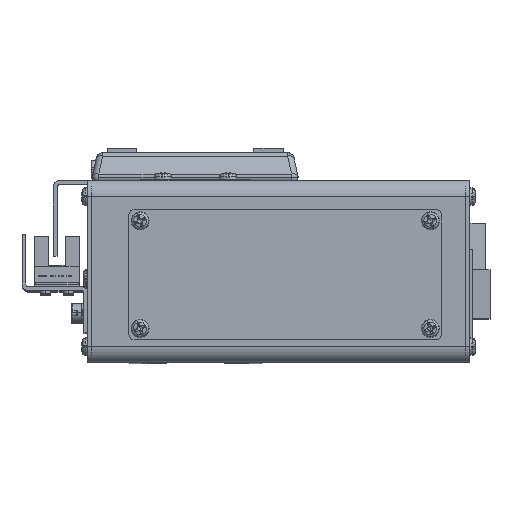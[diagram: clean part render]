
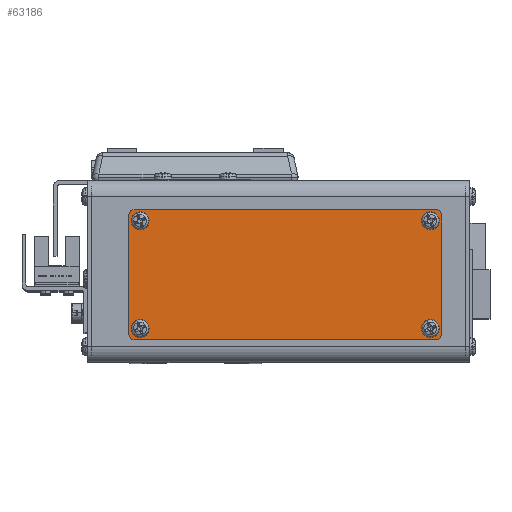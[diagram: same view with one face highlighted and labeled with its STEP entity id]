
A CAD part, top view. The second image highlights one B-rep face of the part: STEP entity #63186.
In plain terms, the highlighted face is planar.
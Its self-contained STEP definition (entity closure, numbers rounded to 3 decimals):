
#1131 = CARTESIAN_POINT ( 'NONE',  ( 138.606, 199.269, 0. ) ) ;
#1360 = DIRECTION ( 'NONE',  ( 0., 0., 1. ) ) ;
#1362 = ORIENTED_EDGE ( 'NONE', *, *, #47329, .T. ) ;
#1601 = EDGE_CURVE ( 'NONE', #44906, #61192, #59033, .T. ) ;
#2497 = DIRECTION ( 'NONE',  ( 0., 0., 1. ) ) ;
#3495 = DIRECTION ( 'NONE',  ( 1., 0., 0. ) ) ;
#3777 = DIRECTION ( 'NONE',  ( 0., -1., 0. ) ) ;
#3967 = ORIENTED_EDGE ( 'NONE', *, *, #31768, .F. ) ;
#4726 = CIRCLE ( 'NONE', #47022, 1.7 ) ;
#5364 = ORIENTED_EDGE ( 'NONE', *, *, #42072, .F. ) ;
#5845 = DIRECTION ( 'NONE',  ( 1., 0., 0. ) ) ;
#6063 = LINE ( 'NONE', #21272, #35205 ) ;
#7997 = AXIS2_PLACEMENT_3D ( 'NONE', #54667, #19647, #60515 ) ;
#8609 = ORIENTED_EDGE ( 'NONE', *, *, #21479, .F. ) ;
#8703 = EDGE_CURVE ( 'NONE', #63612, #18356, #22412, .T. ) ;
#9033 = CIRCLE ( 'NONE', #16562, 2. ) ;
#9265 = VERTEX_POINT ( 'NONE', #27107 ) ;
#9761 = DIRECTION ( 'NONE',  ( -1., 0., 0. ) ) ;
#10078 = ORIENTED_EDGE ( 'NONE', *, *, #61106, .F. ) ;
#10696 = CIRCLE ( 'NONE', #37699, 2. ) ;
#11786 = EDGE_CURVE ( 'NONE', #61192, #35380, #11880, .T. ) ;
#11796 = ORIENTED_EDGE ( 'NONE', *, *, #50777, .F. ) ;
#11880 = CIRCLE ( 'NONE', #61369, 2. ) ;
#12006 = CARTESIAN_POINT ( 'NONE',  ( 135.206, 232.269, 0. ) ) ;
#12532 = ORIENTED_EDGE ( 'NONE', *, *, #73311, .T. ) ;
#12907 = CARTESIAN_POINT ( 'NONE',  ( 46.406, 195.769, 0. ) ) ;
#12912 = VECTOR ( 'NONE', #57006, 1000. ) ;
#14157 = CARTESIAN_POINT ( 'NONE',  ( 47.906, 232.269, 0. ) ) ;
#14294 = VERTEX_POINT ( 'NONE', #19240 ) ;
#14507 = CARTESIAN_POINT ( 'NONE',  ( 136.906, 232.269, 0. ) ) ;
#14911 = CIRCLE ( 'NONE', #56258, 1.7 ) ;
#15053 = VECTOR ( 'NONE', #61151, 1000. ) ;
#16326 = CARTESIAN_POINT ( 'NONE',  ( 46.406, 233.769, 0. ) ) ;
#16562 = AXIS2_PLACEMENT_3D ( 'NONE', #24246, #65141, #30095 ) ;
#16823 = ORIENTED_EDGE ( 'NONE', *, *, #62657, .T. ) ;
#17530 = FACE_BOUND ( 'NONE', #26581, .T. ) ;
#18356 = VERTEX_POINT ( 'NONE', #64020 ) ;
#18579 = VERTEX_POINT ( 'NONE', #67559 ) ;
#19144 = EDGE_CURVE ( 'NONE', #56134, #53767, #67934, .T. ) ;
#19240 = CARTESIAN_POINT ( 'NONE',  ( 46.206, 199.269, 0. ) ) ;
#19372 = FACE_BOUND ( 'NONE', #19718, .T. ) ;
#19491 = EDGE_CURVE ( 'NONE', #9265, #14294, #35925, .T. ) ;
#19647 = DIRECTION ( 'NONE',  ( 0., 0., 1. ) ) ;
#19718 = EDGE_LOOP ( 'NONE', ( #1362, #28939 ) ) ;
#19903 = CARTESIAN_POINT ( 'NONE',  ( 140.406, 197.769, 0. ) ) ;
#20010 = DIRECTION ( 'NONE',  ( 1., 0., 0. ) ) ;
#20090 = AXIS2_PLACEMENT_3D ( 'NONE', #14157, #55042, #20010 ) ;
#20378 = DIRECTION ( 'NONE',  ( 1., 0., 0. ) ) ;
#21272 = CARTESIAN_POINT ( 'NONE',  ( 44.406, 197.769, 0. ) ) ;
#21479 = EDGE_CURVE ( 'NONE', #32631, #44272, #50253, .T. ) ;
#21544 = EDGE_LOOP ( 'NONE', ( #72754, #16823 ) ) ;
#21691 = CARTESIAN_POINT ( 'NONE',  ( 138.406, 197.769, 0. ) ) ;
#22188 = DIRECTION ( 'NONE',  ( 1., 0., 0. ) ) ;
#22412 = CIRCLE ( 'NONE', #31389, 1.7 ) ;
#24246 = CARTESIAN_POINT ( 'NONE',  ( 46.406, 197.769, 0. ) ) ;
#25651 = AXIS2_PLACEMENT_3D ( 'NONE', #27748, #68648, #33641 ) ;
#26581 = EDGE_LOOP ( 'NONE', ( #74068, #12532 ) ) ;
#27051 = CARTESIAN_POINT ( 'NONE',  ( 46.406, 235.769, 0. ) ) ;
#27107 = CARTESIAN_POINT ( 'NONE',  ( 49.606, 199.269, 0. ) ) ;
#27344 = ORIENTED_EDGE ( 'NONE', *, *, #19144, .T. ) ;
#27566 = DIRECTION ( 'NONE',  ( 1., 0., 0. ) ) ;
#27748 = CARTESIAN_POINT ( 'NONE',  ( 136.906, 199.269, 0. ) ) ;
#28270 = CARTESIAN_POINT ( 'NONE',  ( 135.206, 199.269, 0. ) ) ;
#28864 = ORIENTED_EDGE ( 'NONE', *, *, #32225, .T. ) ;
#28939 = ORIENTED_EDGE ( 'NONE', *, *, #19491, .T. ) ;
#29544 = DIRECTION ( 'NONE',  ( 0., 0., 1. ) ) ;
#30095 = DIRECTION ( 'NONE',  ( 1., 0., 0. ) ) ;
#31389 = AXIS2_PLACEMENT_3D ( 'NONE', #68094, #33094, #73985 ) ;
#31768 = EDGE_CURVE ( 'NONE', #44272, #40006, #59485, .T. ) ;
#32225 = EDGE_CURVE ( 'NONE', #53767, #56134, #4726, .T. ) ;
#32631 = VERTEX_POINT ( 'NONE', #58134 ) ;
#33047 = FACE_BOUND ( 'NONE', #33741, .T. ) ;
#33094 = DIRECTION ( 'NONE',  ( 0., 0., 1. ) ) ;
#33450 = CARTESIAN_POINT ( 'NONE',  ( 140.406, 233.769, 0. ) ) ;
#33641 = DIRECTION ( 'NONE',  ( 1., 0., 0. ) ) ;
#33741 = EDGE_LOOP ( 'NONE', ( #28864, #27344 ) ) ;
#34865 = CARTESIAN_POINT ( 'NONE',  ( 140.406, 233.769, 0. ) ) ;
#35205 = VECTOR ( 'NONE', #3777, 1000. ) ;
#35380 = VERTEX_POINT ( 'NONE', #58709 ) ;
#35925 = CIRCLE ( 'NONE', #7997, 1.7 ) ;
#36217 = CARTESIAN_POINT ( 'NONE',  ( 138.406, 233.769, 0. ) ) ;
#37373 = PLANE ( 'NONE',  #73474 ) ;
#37699 = AXIS2_PLACEMENT_3D ( 'NONE', #36217, #1360, #42092 ) ;
#37907 = AXIS2_PLACEMENT_3D ( 'NONE', #75650, #40731, #5845 ) ;
#38390 = DIRECTION ( 'NONE',  ( 0., 0., 1. ) ) ;
#39720 = VERTEX_POINT ( 'NONE', #1131 ) ;
#40006 = VERTEX_POINT ( 'NONE', #34865 ) ;
#40731 = DIRECTION ( 'NONE',  ( 0., 0., 1. ) ) ;
#41057 = VERTEX_POINT ( 'NONE', #12907 ) ;
#41887 = CARTESIAN_POINT ( 'NONE',  ( 46.206, 232.269, 0. ) ) ;
#42072 = EDGE_CURVE ( 'NONE', #40006, #44906, #10696, .T. ) ;
#42092 = DIRECTION ( 'NONE',  ( 1., 0., 0. ) ) ;
#42985 = EDGE_CURVE ( 'NONE', #35380, #18579, #6063, .T. ) ;
#43255 = DIRECTION ( 'NONE',  ( 1., 0., 0. ) ) ;
#43513 = VECTOR ( 'NONE', #9761, 1000. ) ;
#44272 = VERTEX_POINT ( 'NONE', #19903 ) ;
#44326 = CARTESIAN_POINT ( 'NONE',  ( 138.406, 235.769, 0. ) ) ;
#44906 = VERTEX_POINT ( 'NONE', #44326 ) ;
#45007 = CIRCLE ( 'NONE', #20090, 1.7 ) ;
#47022 = AXIS2_PLACEMENT_3D ( 'NONE', #14507, #55375, #20378 ) ;
#47329 = EDGE_CURVE ( 'NONE', #14294, #9265, #57744, .T. ) ;
#50253 = CIRCLE ( 'NONE', #51537, 2. ) ;
#50777 = EDGE_CURVE ( 'NONE', #18579, #41057, #9033, .T. ) ;
#51537 = AXIS2_PLACEMENT_3D ( 'NONE', #21691, #62573, #27566 ) ;
#53767 = VERTEX_POINT ( 'NONE', #12006 ) ;
#54117 = FACE_OUTER_BOUND ( 'NONE', #56164, .T. ) ;
#54667 = CARTESIAN_POINT ( 'NONE',  ( 47.906, 199.269, 0. ) ) ;
#55042 = DIRECTION ( 'NONE',  ( 0., 0., 1. ) ) ;
#55375 = DIRECTION ( 'NONE',  ( 0., 0., 1. ) ) ;
#55611 = CIRCLE ( 'NONE', #25651, 1.7 ) ;
#56134 = VERTEX_POINT ( 'NONE', #65093 ) ;
#56164 = EDGE_LOOP ( 'NONE', ( #70093, #74404, #5364, #3967, #8609, #10078, #11796, #56425 ) ) ;
#56258 = AXIS2_PLACEMENT_3D ( 'NONE', #64581, #29544, #70447 ) ;
#56346 = EDGE_CURVE ( 'NONE', #64045, #39720, #55611, .T. ) ;
#56425 = ORIENTED_EDGE ( 'NONE', *, *, #42985, .F. ) ;
#57006 = DIRECTION ( 'NONE',  ( 0., 1., 0. ) ) ;
#57205 = DIRECTION ( 'NONE',  ( 0., 0., 1. ) ) ;
#57744 = CIRCLE ( 'NONE', #37907, 1.7 ) ;
#58134 = CARTESIAN_POINT ( 'NONE',  ( 138.406, 195.769, 0. ) ) ;
#58709 = CARTESIAN_POINT ( 'NONE',  ( 44.406, 233.769, 0. ) ) ;
#59033 = LINE ( 'NONE', #27051, #43513 ) ;
#59485 = LINE ( 'NONE', #33450, #12912 ) ;
#60515 = DIRECTION ( 'NONE',  ( 1., 0., 0. ) ) ;
#61106 = EDGE_CURVE ( 'NONE', #41057, #32631, #61636, .T. ) ;
#61151 = DIRECTION ( 'NONE',  ( 1., 0., 0. ) ) ;
#61192 = VERTEX_POINT ( 'NONE', #67516 ) ;
#61369 = AXIS2_PLACEMENT_3D ( 'NONE', #16326, #57205, #22188 ) ;
#61636 = LINE ( 'NONE', #67024, #15053 ) ;
#62573 = DIRECTION ( 'NONE',  ( 0., 0., 1. ) ) ;
#62657 = EDGE_CURVE ( 'NONE', #18356, #63612, #45007, .T. ) ;
#63186 = ADVANCED_FACE ( 'NONE', ( #33047, #64140, #54117, #19372, #17530 ), #37373, .F. ) ;
#63612 = VERTEX_POINT ( 'NONE', #41887 ) ;
#64020 = CARTESIAN_POINT ( 'NONE',  ( 49.606, 232.269, 0. ) ) ;
#64045 = VERTEX_POINT ( 'NONE', #28270 ) ;
#64140 = FACE_BOUND ( 'NONE', #21544, .T. ) ;
#64581 = CARTESIAN_POINT ( 'NONE',  ( 136.906, 199.269, 0. ) ) ;
#65093 = CARTESIAN_POINT ( 'NONE',  ( 138.606, 232.269, 0. ) ) ;
#65141 = DIRECTION ( 'NONE',  ( 0., 0., 1. ) ) ;
#66474 = CARTESIAN_POINT ( 'NONE',  ( 46.406, 233.769, 0. ) ) ;
#67024 = CARTESIAN_POINT ( 'NONE',  ( 138.406, 195.769, 0. ) ) ;
#67516 = CARTESIAN_POINT ( 'NONE',  ( 46.406, 235.769, 0. ) ) ;
#67559 = CARTESIAN_POINT ( 'NONE',  ( 44.406, 197.769, 0. ) ) ;
#67934 = CIRCLE ( 'NONE', #73487, 1.7 ) ;
#68094 = CARTESIAN_POINT ( 'NONE',  ( 47.906, 232.269, 0. ) ) ;
#68648 = DIRECTION ( 'NONE',  ( 0., 0., 1. ) ) ;
#70093 = ORIENTED_EDGE ( 'NONE', *, *, #11786, .F. ) ;
#70447 = DIRECTION ( 'NONE',  ( 1., 0., 0. ) ) ;
#72754 = ORIENTED_EDGE ( 'NONE', *, *, #8703, .T. ) ;
#73311 = EDGE_CURVE ( 'NONE', #39720, #64045, #14911, .T. ) ;
#73368 = CARTESIAN_POINT ( 'NONE',  ( 136.906, 232.269, 0. ) ) ;
#73474 = AXIS2_PLACEMENT_3D ( 'NONE', #66474, #2497, #43255 ) ;
#73487 = AXIS2_PLACEMENT_3D ( 'NONE', #73368, #38390, #3495 ) ;
#73985 = DIRECTION ( 'NONE',  ( 1., 0., 0. ) ) ;
#74068 = ORIENTED_EDGE ( 'NONE', *, *, #56346, .T. ) ;
#74404 = ORIENTED_EDGE ( 'NONE', *, *, #1601, .F. ) ;
#75650 = CARTESIAN_POINT ( 'NONE',  ( 47.906, 199.269, 0. ) ) ;
